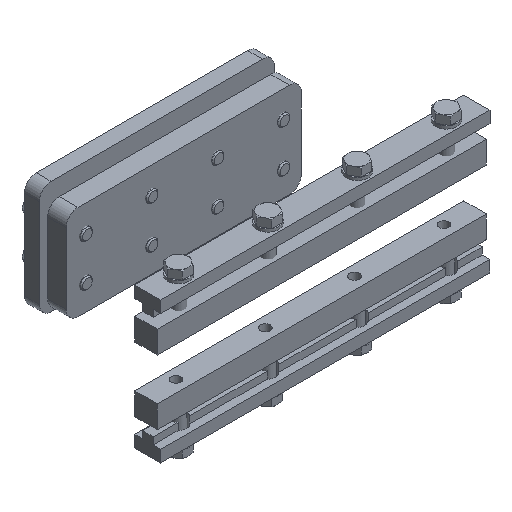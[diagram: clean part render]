
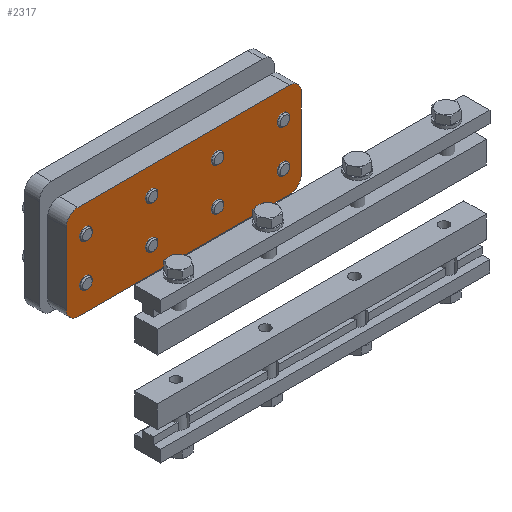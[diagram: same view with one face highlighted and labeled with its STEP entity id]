
A CAD part, isometric view. The second image highlights one B-rep face of the part: STEP entity #2317.
In plain terms, the highlighted planar face has unit normal (0, -1, 0).
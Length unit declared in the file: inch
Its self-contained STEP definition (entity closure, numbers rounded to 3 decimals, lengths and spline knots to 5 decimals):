
#223=FACE_BOUND('',#468,.T.);
#224=FACE_BOUND('',#469,.T.);
#225=FACE_BOUND('',#470,.T.);
#226=FACE_BOUND('',#471,.T.);
#227=FACE_BOUND('',#472,.T.);
#228=FACE_BOUND('',#473,.T.);
#229=FACE_BOUND('',#474,.T.);
#230=FACE_BOUND('',#475,.T.);
#260=PLANE('',#2637);
#335=FACE_OUTER_BOUND('',#467,.T.);
#467=EDGE_LOOP('',(#1723,#1724,#1725,#1726,#1727,#1728,#1729,#1730));
#468=EDGE_LOOP('',(#1731));
#469=EDGE_LOOP('',(#1732));
#470=EDGE_LOOP('',(#1733));
#471=EDGE_LOOP('',(#1734));
#472=EDGE_LOOP('',(#1735));
#473=EDGE_LOOP('',(#1736));
#474=EDGE_LOOP('',(#1737));
#475=EDGE_LOOP('',(#1738));
#619=LINE('',#3775,#777);
#622=LINE('',#3781,#780);
#623=LINE('',#3785,#781);
#624=LINE('',#3789,#782);
#777=VECTOR('',#3024,0.3937);
#780=VECTOR('',#3029,0.3937);
#781=VECTOR('',#3032,0.3937);
#782=VECTOR('',#3035,0.3937);
#942=CIRCLE('',#2635,0.197);
#943=CIRCLE('',#2638,0.197);
#944=CIRCLE('',#2639,0.197);
#945=CIRCLE('',#2640,0.197);
#946=CIRCLE('',#2641,0.0815);
#947=CIRCLE('',#2642,0.0815);
#948=CIRCLE('',#2643,0.0815);
#949=CIRCLE('',#2644,0.0815);
#950=CIRCLE('',#2645,0.0815);
#951=CIRCLE('',#2646,0.0815);
#952=CIRCLE('',#2647,0.0815);
#953=CIRCLE('',#2648,0.0815);
#1093=VERTEX_POINT('',#3768);
#1094=VERTEX_POINT('',#3770);
#1095=VERTEX_POINT('',#3774);
#1097=VERTEX_POINT('',#3780);
#1098=VERTEX_POINT('',#3782);
#1099=VERTEX_POINT('',#3784);
#1100=VERTEX_POINT('',#3786);
#1101=VERTEX_POINT('',#3788);
#1102=VERTEX_POINT('',#3791);
#1103=VERTEX_POINT('',#3793);
#1104=VERTEX_POINT('',#3795);
#1105=VERTEX_POINT('',#3797);
#1106=VERTEX_POINT('',#3799);
#1107=VERTEX_POINT('',#3801);
#1108=VERTEX_POINT('',#3803);
#1109=VERTEX_POINT('',#3805);
#1333=EDGE_CURVE('',#1093,#1094,#942,.T.);
#1335=EDGE_CURVE('',#1095,#1094,#619,.T.);
#1338=EDGE_CURVE('',#1093,#1097,#622,.T.);
#1339=EDGE_CURVE('',#1098,#1097,#943,.T.);
#1340=EDGE_CURVE('',#1098,#1099,#623,.T.);
#1341=EDGE_CURVE('',#1100,#1099,#944,.T.);
#1342=EDGE_CURVE('',#1100,#1101,#624,.T.);
#1343=EDGE_CURVE('',#1095,#1101,#945,.T.);
#1344=EDGE_CURVE('',#1102,#1102,#946,.T.);
#1345=EDGE_CURVE('',#1103,#1103,#947,.T.);
#1346=EDGE_CURVE('',#1104,#1104,#948,.T.);
#1347=EDGE_CURVE('',#1105,#1105,#949,.T.);
#1348=EDGE_CURVE('',#1106,#1106,#950,.T.);
#1349=EDGE_CURVE('',#1107,#1107,#951,.T.);
#1350=EDGE_CURVE('',#1108,#1108,#952,.T.);
#1351=EDGE_CURVE('',#1109,#1109,#953,.T.);
#1723=ORIENTED_EDGE('',*,*,#1333,.F.);
#1724=ORIENTED_EDGE('',*,*,#1338,.T.);
#1725=ORIENTED_EDGE('',*,*,#1339,.F.);
#1726=ORIENTED_EDGE('',*,*,#1340,.T.);
#1727=ORIENTED_EDGE('',*,*,#1341,.F.);
#1728=ORIENTED_EDGE('',*,*,#1342,.T.);
#1729=ORIENTED_EDGE('',*,*,#1343,.F.);
#1730=ORIENTED_EDGE('',*,*,#1335,.T.);
#1731=ORIENTED_EDGE('',*,*,#1344,.T.);
#1732=ORIENTED_EDGE('',*,*,#1345,.T.);
#1733=ORIENTED_EDGE('',*,*,#1346,.T.);
#1734=ORIENTED_EDGE('',*,*,#1347,.T.);
#1735=ORIENTED_EDGE('',*,*,#1348,.T.);
#1736=ORIENTED_EDGE('',*,*,#1349,.T.);
#1737=ORIENTED_EDGE('',*,*,#1350,.T.);
#1738=ORIENTED_EDGE('',*,*,#1351,.T.);
#2317=ADVANCED_FACE('',(#335,#223,#224,#225,#226,#227,#228,#229,#230),#260,
 .T.);
#2635=AXIS2_PLACEMENT_3D('',#3771,#3019,#3020);
#2637=AXIS2_PLACEMENT_3D('',#3779,#3027,#3028);
#2638=AXIS2_PLACEMENT_3D('',#3783,#3030,#3031);
#2639=AXIS2_PLACEMENT_3D('',#3787,#3033,#3034);
#2640=AXIS2_PLACEMENT_3D('',#3790,#3036,#3037);
#2641=AXIS2_PLACEMENT_3D('',#3792,#3038,#3039);
#2642=AXIS2_PLACEMENT_3D('',#3794,#3040,#3041);
#2643=AXIS2_PLACEMENT_3D('',#3796,#3042,#3043);
#2644=AXIS2_PLACEMENT_3D('',#3798,#3044,#3045);
#2645=AXIS2_PLACEMENT_3D('',#3800,#3046,#3047);
#2646=AXIS2_PLACEMENT_3D('',#3802,#3048,#3049);
#2647=AXIS2_PLACEMENT_3D('',#3804,#3050,#3051);
#2648=AXIS2_PLACEMENT_3D('',#3806,#3052,#3053);
#3019=DIRECTION('center_axis',(0.,1.,0.));
#3020=DIRECTION('ref_axis',(-0.707,0.,0.707));
#3024=DIRECTION('',(-1.,0.,0.));
#3027=DIRECTION('center_axis',(0.,-1.,0.));
#3028=DIRECTION('ref_axis',(0.,0.,-1.));
#3029=DIRECTION('',(0.,0.,-1.));
#3030=DIRECTION('center_axis',(0.,1.,0.));
#3031=DIRECTION('ref_axis',(-0.707,0.,-0.707));
#3032=DIRECTION('',(1.,0.,0.));
#3033=DIRECTION('center_axis',(0.,1.,0.));
#3034=DIRECTION('ref_axis',(0.707,0.,-0.707));
#3035=DIRECTION('',(0.,0.,1.));
#3036=DIRECTION('center_axis',(0.,1.,0.));
#3037=DIRECTION('ref_axis',(0.707,0.,0.707));
#3038=DIRECTION('center_axis',(0.,1.,0.));
#3039=DIRECTION('ref_axis',(1.,0.,0.));
#3040=DIRECTION('center_axis',(0.,1.,0.));
#3041=DIRECTION('ref_axis',(1.,0.,0.));
#3042=DIRECTION('center_axis',(0.,1.,0.));
#3043=DIRECTION('ref_axis',(1.,0.,0.));
#3044=DIRECTION('center_axis',(0.,1.,0.));
#3045=DIRECTION('ref_axis',(1.,0.,0.));
#3046=DIRECTION('center_axis',(0.,1.,0.));
#3047=DIRECTION('ref_axis',(1.,0.,0.));
#3048=DIRECTION('center_axis',(0.,1.,0.));
#3049=DIRECTION('ref_axis',(1.,0.,0.));
#3050=DIRECTION('center_axis',(0.,1.,0.));
#3051=DIRECTION('ref_axis',(1.,0.,0.));
#3052=DIRECTION('center_axis',(0.,1.,0.));
#3053=DIRECTION('ref_axis',(1.,0.,0.));
#3768=CARTESIAN_POINT('',(-0.7925,-0.15625,1.7715));
#3770=CARTESIAN_POINT('',(-0.5955,-0.15625,1.9685));
#3771=CARTESIAN_POINT('Origin',(-0.5955,-0.15625,1.7715));
#3774=CARTESIAN_POINT('',(0.5955,-0.15625,1.9685));
#3775=CARTESIAN_POINT('',(0.39625,-0.15625,1.9685));
#3779=CARTESIAN_POINT('Origin',(0.,-0.15625,0.));
#3780=CARTESIAN_POINT('',(-0.7925,-0.15625,-1.7715));
#3781=CARTESIAN_POINT('',(-0.7925,-0.15625,-1.));
#3782=CARTESIAN_POINT('',(-0.5955,-0.15625,-1.9685));
#3783=CARTESIAN_POINT('Origin',(-0.5955,-0.15625,-1.7715));
#3784=CARTESIAN_POINT('',(0.5955,-0.15625,-1.9685));
#3785=CARTESIAN_POINT('',(-0.39625,-0.15625,-1.9685));
#3786=CARTESIAN_POINT('',(0.7925,-0.15625,-1.7715));
#3787=CARTESIAN_POINT('Origin',(0.5955,-0.15625,-1.7715));
#3788=CARTESIAN_POINT('',(0.7925,-0.15625,1.7715));
#3789=CARTESIAN_POINT('',(0.7925,-0.15625,1.));
#3790=CARTESIAN_POINT('Origin',(0.5955,-0.15625,1.7715));
#3791=CARTESIAN_POINT('',(-0.436,-0.15625,-0.5515));
#3792=CARTESIAN_POINT('Origin',(-0.3545,-0.15625,-0.5515));
#3793=CARTESIAN_POINT('',(-0.436,-0.15625,1.6525));
#3794=CARTESIAN_POINT('Origin',(-0.3545,-0.15625,1.6525));
#3795=CARTESIAN_POINT('',(0.273,-0.15625,0.5505));
#3796=CARTESIAN_POINT('Origin',(0.3545,-0.15625,0.5505));
#3797=CARTESIAN_POINT('',(0.273,-0.15625,-1.6535));
#3798=CARTESIAN_POINT('Origin',(0.3545,-0.15625,-1.6535));
#3799=CARTESIAN_POINT('',(0.273,-0.15625,-0.5515));
#3800=CARTESIAN_POINT('Origin',(0.3545,-0.15625,-0.5515));
#3801=CARTESIAN_POINT('',(0.273,-0.15625,1.6525));
#3802=CARTESIAN_POINT('Origin',(0.3545,-0.15625,1.6525));
#3803=CARTESIAN_POINT('',(-0.436,-0.15625,0.5505));
#3804=CARTESIAN_POINT('Origin',(-0.3545,-0.15625,0.5505));
#3805=CARTESIAN_POINT('',(-0.436,-0.15625,-1.6535));
#3806=CARTESIAN_POINT('Origin',(-0.3545,-0.15625,-1.6535));
